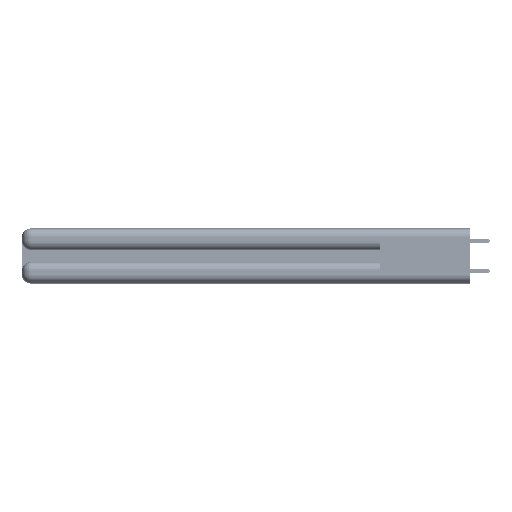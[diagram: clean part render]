
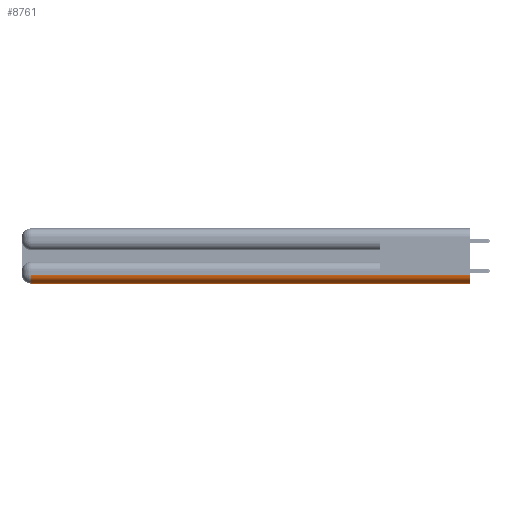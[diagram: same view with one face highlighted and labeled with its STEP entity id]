
A CAD part, left-side view. The second image highlights one B-rep face of the part: STEP entity #8761.
In plain terms, the highlighted cylindrical face has radius 1.524 mm (diameter 3.048 mm), a partial arc.
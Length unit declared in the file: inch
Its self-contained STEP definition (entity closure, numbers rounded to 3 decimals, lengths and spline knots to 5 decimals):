
#2272 = VERTEX_POINT ( 'NONE', #26213 ) ;
#2680 = EDGE_CURVE ( 'NONE', #52605, #39970, #32089, .T. ) ;
#2877 = CARTESIAN_POINT ( 'NONE',  ( 0.06, 0., 0.06 ) ) ;
#3407 = DIRECTION ( 'NONE',  ( 0., 1., 0. ) ) ;
#5173 = ORIENTED_EDGE ( 'NONE', *, *, #23808, .F. ) ;
#5526 = LINE ( 'NONE', #50014, #38611 ) ;
#5572 = DIRECTION ( 'NONE',  ( 0., -1., 0. ) ) ;
#5749 = FACE_OUTER_BOUND ( 'NONE', #46091, .T. ) ;
#8761 = ADVANCED_FACE ( 'NONE', ( #5749 ), #37554, .T. ) ;
#9475 = ORIENTED_EDGE ( 'NONE', *, *, #46390, .F. ) ;
#11513 = CARTESIAN_POINT ( 'NONE',  ( 0., 0., 0.06 ) ) ;
#11662 = CARTESIAN_POINT ( 'NONE',  ( 0.06, 2.94, 0.06 ) ) ;
#11962 = AXIS2_PLACEMENT_3D ( 'NONE', #2877, #3407, #36795 ) ;
#12171 = CARTESIAN_POINT ( 'NONE',  ( 0., 0., 0.06 ) ) ;
#16377 = AXIS2_PLACEMENT_3D ( 'NONE', #26093, #5572, #30259 ) ;
#23651 = AXIS2_PLACEMENT_3D ( 'NONE', #11662, #53411, #40897 ) ;
#23808 = EDGE_CURVE ( 'NONE', #32696, #2272, #5526, .T. ) ;
#24974 = DIRECTION ( 'NONE',  ( 0., 1., 0. ) ) ;
#25980 = ORIENTED_EDGE ( 'NONE', *, *, #48857, .F. ) ;
#26093 = CARTESIAN_POINT ( 'NONE',  ( 0.06, 0., 0.06 ) ) ;
#26213 = CARTESIAN_POINT ( 'NONE',  ( 0.06, 2.94, 0. ) ) ;
#29692 = ORIENTED_EDGE ( 'NONE', *, *, #2680, .F. ) ;
#30259 = DIRECTION ( 'NONE',  ( 0., 0., 1. ) ) ;
#32089 = LINE ( 'NONE', #12171, #45087 ) ;
#32696 = VERTEX_POINT ( 'NONE', #38284 ) ;
#33253 = DIRECTION ( 'NONE',  ( 0., -1., 0. ) ) ;
#36795 = DIRECTION ( 'NONE',  ( 0., 0., 1. ) ) ;
#37049 = CIRCLE ( 'NONE', #23651, 0.06 ) ;
#37554 = CYLINDRICAL_SURFACE ( 'NONE', #11962, 0.06 ) ;
#38284 = CARTESIAN_POINT ( 'NONE',  ( 0.06, 0., 0. ) ) ;
#38611 = VECTOR ( 'NONE', #24974, 39.37008 ) ;
#39970 = VERTEX_POINT ( 'NONE', #11513 ) ;
#40897 = DIRECTION ( 'NONE',  ( 0., 0., 1. ) ) ;
#43241 = CIRCLE ( 'NONE', #16377, 0.06 ) ;
#45087 = VECTOR ( 'NONE', #33253, 39.37008 ) ;
#46091 = EDGE_LOOP ( 'NONE', ( #25980, #29692, #9475, #5173 ) ) ;
#46390 = EDGE_CURVE ( 'NONE', #2272, #52605, #37049, .T. ) ;
#46759 = CARTESIAN_POINT ( 'NONE',  ( 0., 2.94, 0.06 ) ) ;
#48857 = EDGE_CURVE ( 'NONE', #39970, #32696, #43241, .T. ) ;
#50014 = CARTESIAN_POINT ( 'NONE',  ( 0.06, 3., 0. ) ) ;
#52605 = VERTEX_POINT ( 'NONE', #46759 ) ;
#53411 = DIRECTION ( 'NONE',  ( 0., 1., 0. ) ) ;
